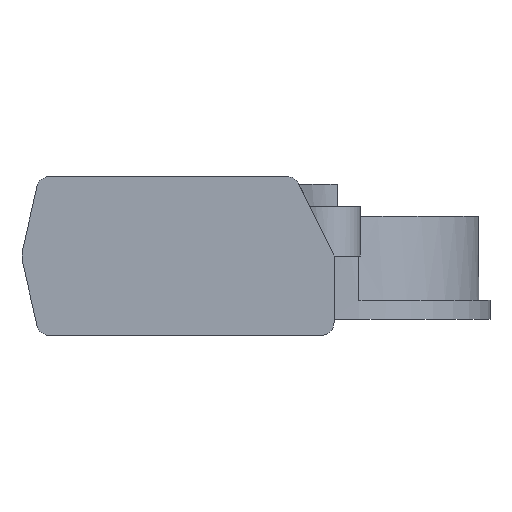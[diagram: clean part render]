
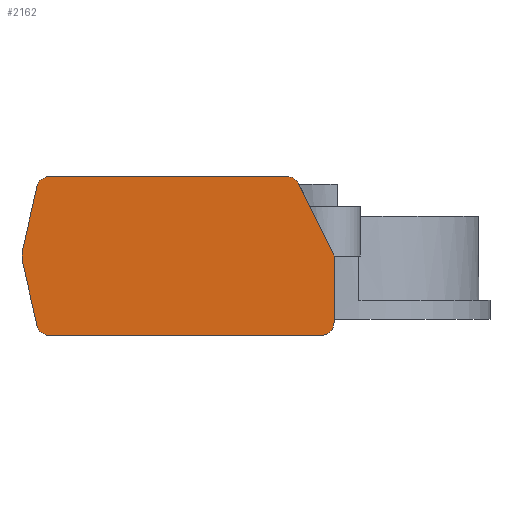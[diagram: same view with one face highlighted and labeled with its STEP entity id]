
A CAD part, left-side view. The second image highlights one B-rep face of the part: STEP entity #2162.
In plain terms, the highlighted planar face has unit normal (-1, 0, 0).
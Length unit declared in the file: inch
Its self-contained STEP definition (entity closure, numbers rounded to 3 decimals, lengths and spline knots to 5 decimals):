
#67=PLANE('',#2367);
#186=FACE_OUTER_BOUND('',#306,.T.);
#306=EDGE_LOOP('',(#1762,#1763,#1764,#1765,#1766,#1767,#1768,#1769,#1770,
#1771,#1772));
#421=LINE('',#3416,#616);
#429=LINE('',#3441,#624);
#503=LINE('',#3635,#698);
#505=LINE('',#3642,#700);
#506=LINE('',#3644,#701);
#507=LINE('',#3648,#702);
#616=VECTOR('',#2662,0.62871);
#624=VECTOR('',#2682,1.85281);
#698=VECTOR('',#2900,2.12006);
#700=VECTOR('',#2910,0.50317);
#701=VECTOR('',#2911,0.50317);
#702=VECTOR('',#2916,0.52);
#800=CIRCLE('',#2297,0.2325);
#827=CIRCLE('',#2368,0.1);
#828=CIRCLE('',#2369,0.1);
#829=CIRCLE('',#2370,0.1);
#830=CIRCLE('',#2371,0.1);
#961=VERTEX_POINT('',#3413);
#962=VERTEX_POINT('',#3415);
#972=VERTEX_POINT('',#3439);
#973=VERTEX_POINT('',#3440);
#981=VERTEX_POINT('',#3461);
#982=VERTEX_POINT('',#3463);
#1020=VERTEX_POINT('',#3632);
#1021=VERTEX_POINT('',#3634);
#1022=VERTEX_POINT('',#3640);
#1023=VERTEX_POINT('',#3643);
#1024=VERTEX_POINT('',#3646);
#1179=EDGE_CURVE('',#962,#961,#421,.T.);
#1191=EDGE_CURVE('',#972,#973,#429,.T.);
#1204=EDGE_CURVE('',#982,#981,#800,.T.);
#1293=EDGE_CURVE('',#1021,#1020,#503,.T.);
#1296=EDGE_CURVE('',#961,#973,#827,.T.);
#1297=EDGE_CURVE('',#972,#1022,#828,.T.);
#1298=EDGE_CURVE('',#982,#1022,#505,.T.);
#1299=EDGE_CURVE('',#981,#1023,#506,.T.);
#1300=EDGE_CURVE('',#1023,#1021,#829,.T.);
#1301=EDGE_CURVE('',#1020,#1024,#830,.T.);
#1302=EDGE_CURVE('',#1024,#962,#507,.T.);
#1762=ORIENTED_EDGE('',*,*,#1179,.T.);
#1763=ORIENTED_EDGE('',*,*,#1296,.T.);
#1764=ORIENTED_EDGE('',*,*,#1191,.F.);
#1765=ORIENTED_EDGE('',*,*,#1297,.T.);
#1766=ORIENTED_EDGE('',*,*,#1298,.F.);
#1767=ORIENTED_EDGE('',*,*,#1204,.T.);
#1768=ORIENTED_EDGE('',*,*,#1299,.T.);
#1769=ORIENTED_EDGE('',*,*,#1300,.T.);
#1770=ORIENTED_EDGE('',*,*,#1293,.T.);
#1771=ORIENTED_EDGE('',*,*,#1301,.T.);
#1772=ORIENTED_EDGE('',*,*,#1302,.T.);
#2162=ADVANCED_FACE('',(#186),#67,.T.);
#2297=AXIS2_PLACEMENT_3D('',#3464,#2699,#2700);
#2367=AXIS2_PLACEMENT_3D('',#3638,#2904,#2905);
#2368=AXIS2_PLACEMENT_3D('',#3639,#2906,#2907);
#2369=AXIS2_PLACEMENT_3D('',#3641,#2908,#2909);
#2370=AXIS2_PLACEMENT_3D('',#3645,#2912,#2913);
#2371=AXIS2_PLACEMENT_3D('',#3647,#2914,#2915);
#2662=DIRECTION('',(0.,0.441,0.897));
#2682=DIRECTION('',(0.,-1.,0.));
#2699=DIRECTION('center_axis',(-1.,0.,0.));
#2700=DIRECTION('ref_axis',(0.,0.,1.));
#2900=DIRECTION('',(0.,-1.,0.));
#2904=DIRECTION('center_axis',(-1.,0.,0.));
#2905=DIRECTION('ref_axis',(0.,0.,1.));
#2906=DIRECTION('center_axis',(-1.,0.,0.));
#2907=DIRECTION('ref_axis',(0.,0.,1.));
#2908=DIRECTION('center_axis',(-1.,0.,0.));
#2909=DIRECTION('ref_axis',(0.,0.,1.));
#2910=DIRECTION('',(0.,-0.22,0.975));
#2911=DIRECTION('',(0.,-0.22,-0.975));
#2912=DIRECTION('center_axis',(-1.,0.,0.));
#2913=DIRECTION('ref_axis',(0.,0.,1.));
#2914=DIRECTION('center_axis',(-1.,0.,0.));
#2915=DIRECTION('ref_axis',(0.,0.,1.));
#2916=DIRECTION('',(0.,0.,1.));
#3413=CARTESIAN_POINT('',(-1.7025,0.25444,0.17914));
#3415=CARTESIAN_POINT('',(-1.7025,-0.02309,-0.385));
#3416=CARTESIAN_POINT('',(-1.7025,-0.20127,-0.7472));
#3439=CARTESIAN_POINT('',(-1.7025,2.19698,0.235));
#3440=CARTESIAN_POINT('',(-1.7025,0.34417,0.235));
#3441=CARTESIAN_POINT('',(-1.7025,-0.93754,0.235));
#3461=CARTESIAN_POINT('',(-1.7025,2.40535,-0.43621));
#3463=CARTESIAN_POINT('',(-1.7025,2.40535,-0.33379));
#3464=CARTESIAN_POINT('Origin',(-1.7025,2.17856,-0.385));
#3632=CARTESIAN_POINT('',(-1.7025,0.07691,-1.005));
#3634=CARTESIAN_POINT('',(-1.7025,2.19698,-1.005));
#3635=CARTESIAN_POINT('',(-1.7025,-0.93754,-1.005));
#3638=CARTESIAN_POINT('Origin',(-1.7025,-0.93754,-0.385));
#3639=CARTESIAN_POINT('Origin',(-1.7025,0.34417,0.135));
#3640=CARTESIAN_POINT('',(-1.7025,2.29452,0.15703));
#3641=CARTESIAN_POINT('Origin',(-1.7025,2.19698,0.135));
#3642=CARTESIAN_POINT('',(-1.7025,2.25417,0.33571));
#3643=CARTESIAN_POINT('',(-1.7025,2.29452,-0.92703));
#3644=CARTESIAN_POINT('',(-1.7025,2.25417,-1.10571));
#3645=CARTESIAN_POINT('Origin',(-1.7025,2.19698,-0.905));
#3646=CARTESIAN_POINT('',(-1.7025,-0.02309,-0.905));
#3647=CARTESIAN_POINT('Origin',(-1.7025,0.07691,-0.905));
#3648=CARTESIAN_POINT('',(-1.7025,-0.02309,-0.385));
